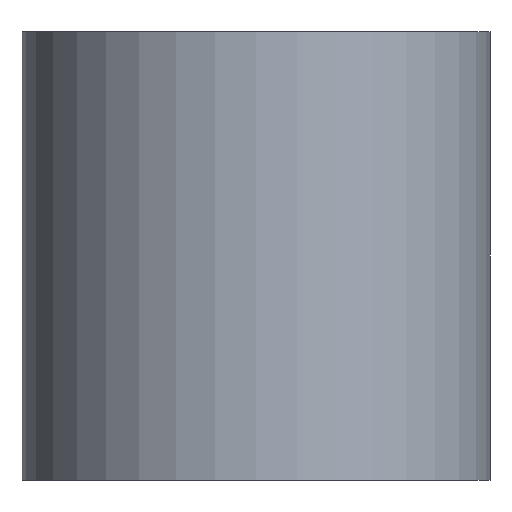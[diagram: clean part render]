
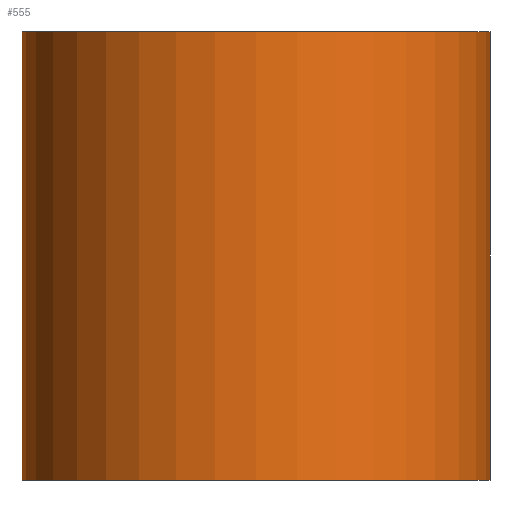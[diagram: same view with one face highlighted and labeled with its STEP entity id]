
A CAD part, front view. The second image highlights one B-rep face of the part: STEP entity #555.
In plain terms, the highlighted cylindrical face has radius 9.944 mm (diameter 19.888 mm), a partial arc.
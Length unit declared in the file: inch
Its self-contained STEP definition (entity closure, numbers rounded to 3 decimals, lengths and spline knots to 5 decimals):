
#26 = EDGE_CURVE ( 'NONE', #262, #399, #131, .T. ) ;
#36 = EDGE_CURVE ( 'NONE', #358, #146, #125, .T. ) ;
#52 = AXIS2_PLACEMENT_3D ( 'NONE', #142, #444, #523 ) ;
#64 = CARTESIAN_POINT ( 'NONE',  ( -0.048, -1.25, 0.375 ) ) ;
#94 = CIRCLE ( 'NONE', #480, 0.3915 ) ;
#113 = VECTOR ( 'NONE', #498, 39.37008 ) ;
#119 = VECTOR ( 'NONE', #334, 39.37008 ) ;
#125 = LINE ( 'NONE', #211, #113 ) ;
#126 = CYLINDRICAL_SURFACE ( 'NONE', #52, 0.3915 ) ;
#129 = EDGE_CURVE ( 'NONE', #399, #146, #94, .T. ) ;
#131 = LINE ( 'NONE', #338, #119 ) ;
#141 = FACE_OUTER_BOUND ( 'NONE', #405, .T. ) ;
#142 = CARTESIAN_POINT ( 'NONE',  ( 0.3435, -1.25, 0.375 ) ) ;
#146 = VERTEX_POINT ( 'NONE', #347 ) ;
#155 = ORIENTED_EDGE ( 'NONE', *, *, #434, .T. ) ;
#211 = CARTESIAN_POINT ( 'NONE',  ( -0.048, -1.25, 0.375 ) ) ;
#242 = ORIENTED_EDGE ( 'NONE', *, *, #26, .F. ) ;
#262 = VERTEX_POINT ( 'NONE', #440 ) ;
#267 = CARTESIAN_POINT ( 'NONE',  ( 0.3435, -0.8585, -0.375 ) ) ;
#279 = CIRCLE ( 'NONE', #553, 0.3915 ) ;
#334 = DIRECTION ( 'NONE',  ( 0., 0., -1. ) ) ;
#338 = CARTESIAN_POINT ( 'NONE',  ( 0.3435, -0.8585, 0.375 ) ) ;
#347 = CARTESIAN_POINT ( 'NONE',  ( -0.048, -1.25, -0.375 ) ) ;
#351 = ORIENTED_EDGE ( 'NONE', *, *, #129, .F. ) ;
#358 = VERTEX_POINT ( 'NONE', #64 ) ;
#370 = ORIENTED_EDGE ( 'NONE', *, *, #36, .T. ) ;
#399 = VERTEX_POINT ( 'NONE', #267 ) ;
#405 = EDGE_LOOP ( 'NONE', ( #351, #242, #155, #370 ) ) ;
#434 = EDGE_CURVE ( 'NONE', #262, #358, #279, .T. ) ;
#440 = CARTESIAN_POINT ( 'NONE',  ( 0.3435, -0.8585, 0.375 ) ) ;
#444 = DIRECTION ( 'NONE',  ( 0., 0., -1. ) ) ;
#476 = CARTESIAN_POINT ( 'NONE',  ( 0.3435, -1.25, 0.375 ) ) ;
#478 = DIRECTION ( 'NONE',  ( 0., 0., -1. ) ) ;
#480 = AXIS2_PLACEMENT_3D ( 'NONE', #502, #512, #514 ) ;
#498 = DIRECTION ( 'NONE',  ( 0., 0., -1. ) ) ;
#499 = DIRECTION ( 'NONE',  ( 1., 0., 0. ) ) ;
#502 = CARTESIAN_POINT ( 'NONE',  ( 0.3435, -1.25, -0.375 ) ) ;
#512 = DIRECTION ( 'NONE',  ( 0., 0., -1. ) ) ;
#514 = DIRECTION ( 'NONE',  ( 1., 0., 0. ) ) ;
#523 = DIRECTION ( 'NONE',  ( -1., 0., 0. ) ) ;
#553 = AXIS2_PLACEMENT_3D ( 'NONE', #476, #478, #499 ) ;
#555 = ADVANCED_FACE ( 'NONE', ( #141 ), #126, .T. ) ;
